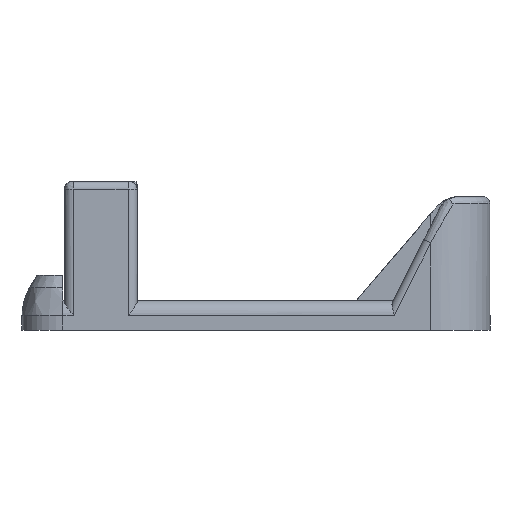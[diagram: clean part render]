
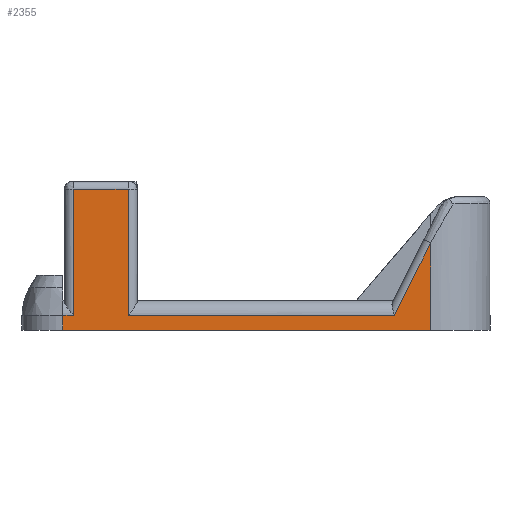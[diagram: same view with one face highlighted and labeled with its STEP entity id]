
A CAD part, left-side view. The second image highlights one B-rep face of the part: STEP entity #2355.
In plain terms, the highlighted planar face has unit normal (-1, 0, 0).
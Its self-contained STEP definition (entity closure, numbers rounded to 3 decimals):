
#80=PLANE('',#2530);
#175=FACE_OUTER_BOUND('',#311,.T.);
#311=EDGE_LOOP('',(#1671,#1672,#1673,#1674,#1675,#1676,#1677,#1678,#1679));
#517=LINE('',#3594,#701);
#536=LINE('',#3682,#720);
#537=LINE('',#3695,#721);
#538=LINE('',#3697,#722);
#539=LINE('',#3699,#723);
#540=LINE('',#3700,#724);
#541=LINE('',#3702,#725);
#542=LINE('',#3704,#726);
#543=LINE('',#3705,#727);
#701=VECTOR('',#2839,10.);
#720=VECTOR('',#2882,10.);
#721=VECTOR('',#2885,10.);
#722=VECTOR('',#2886,10.);
#723=VECTOR('',#2887,10.);
#724=VECTOR('',#2888,10.);
#725=VECTOR('',#2889,10.);
#726=VECTOR('',#2890,10.);
#727=VECTOR('',#2891,10.);
#1009=VERTEX_POINT('',#3591);
#1010=VERTEX_POINT('',#3593);
#1030=VERTEX_POINT('',#3670);
#1031=VERTEX_POINT('',#3681);
#1032=VERTEX_POINT('',#3694);
#1033=VERTEX_POINT('',#3696);
#1034=VERTEX_POINT('',#3698);
#1035=VERTEX_POINT('',#3701);
#1036=VERTEX_POINT('',#3703);
#1250=EDGE_CURVE('',#1009,#1010,#517,.T.);
#1278=EDGE_CURVE('',#1030,#1031,#536,.T.);
#1280=EDGE_CURVE('',#1009,#1032,#537,.T.);
#1281=EDGE_CURVE('',#1033,#1032,#538,.T.);
#1282=EDGE_CURVE('',#1033,#1034,#539,.T.);
#1283=EDGE_CURVE('',#1031,#1034,#540,.T.);
#1284=EDGE_CURVE('',#1030,#1035,#541,.T.);
#1285=EDGE_CURVE('',#1036,#1035,#542,.T.);
#1286=EDGE_CURVE('',#1010,#1036,#543,.T.);
#1671=ORIENTED_EDGE('',*,*,#1250,.F.);
#1672=ORIENTED_EDGE('',*,*,#1280,.T.);
#1673=ORIENTED_EDGE('',*,*,#1281,.F.);
#1674=ORIENTED_EDGE('',*,*,#1282,.T.);
#1675=ORIENTED_EDGE('',*,*,#1283,.F.);
#1676=ORIENTED_EDGE('',*,*,#1278,.F.);
#1677=ORIENTED_EDGE('',*,*,#1284,.T.);
#1678=ORIENTED_EDGE('',*,*,#1285,.F.);
#1679=ORIENTED_EDGE('',*,*,#1286,.F.);
#2355=ADVANCED_FACE('',(#175),#80,.T.);
#2530=AXIS2_PLACEMENT_3D('',#3693,#2883,#2884);
#2839=DIRECTION('',(0.,-1.,0.));
#2882=DIRECTION('',(0.,-1.,0.));
#2883=DIRECTION('center_axis',(-1.,0.,0.));
#2884=DIRECTION('ref_axis',(0.,1.,0.));
#2885=DIRECTION('',(0.,0.,-1.));
#2886=DIRECTION('',(0.,1.,0.));
#2887=DIRECTION('',(0.,0.,1.));
#2888=DIRECTION('',(0.,-0.447,0.894));
#2889=DIRECTION('',(0.,0.,1.));
#2890=DIRECTION('',(0.,-1.,0.));
#2891=DIRECTION('',(0.,0.,1.));
#3591=CARTESIAN_POINT('',(-39.,26.,-14.2));
#3593=CARTESIAN_POINT('',(-39.,24.6,-14.2));
#3594=CARTESIAN_POINT('',(-39.,-11.75,-14.2));
#3670=CARTESIAN_POINT('',(-39.,17.2,-14.2));
#3681=CARTESIAN_POINT('',(-39.,-18.618,-14.2));
#3682=CARTESIAN_POINT('',(-39.,-11.75,-14.2));
#3693=CARTESIAN_POINT('Origin',(-39.,-23.5,-12.2));
#3694=CARTESIAN_POINT('',(-39.,26.,-16.2));
#3695=CARTESIAN_POINT('',(-39.,26.,-12.2));
#3696=CARTESIAN_POINT('',(-39.,-23.5,-16.2));
#3697=CARTESIAN_POINT('',(-39.,26.,-16.2));
#3698=CARTESIAN_POINT('',(-39.,-23.5,-4.436));
#3699=CARTESIAN_POINT('',(-39.,-23.5,-12.2));
#3700=CARTESIAN_POINT('',(-39.,-21.644,-8.147));
#3701=CARTESIAN_POINT('',(-39.,17.2,2.8));
#3702=CARTESIAN_POINT('',(-39.,17.2,-12.2));
#3703=CARTESIAN_POINT('',(-39.,24.6,2.8));
#3704=CARTESIAN_POINT('',(-39.,-1.3,2.8));
#3705=CARTESIAN_POINT('',(-39.,24.6,-12.2));
